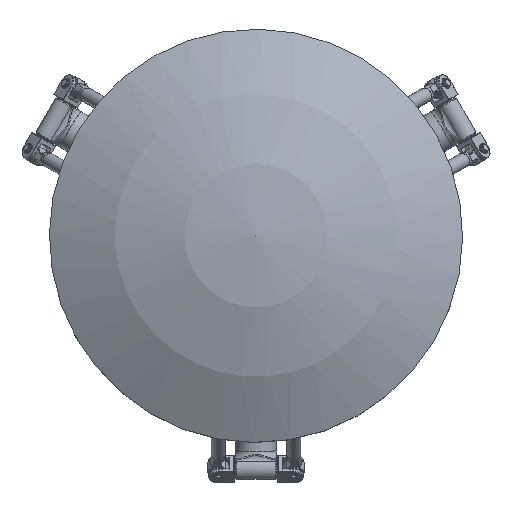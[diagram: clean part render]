
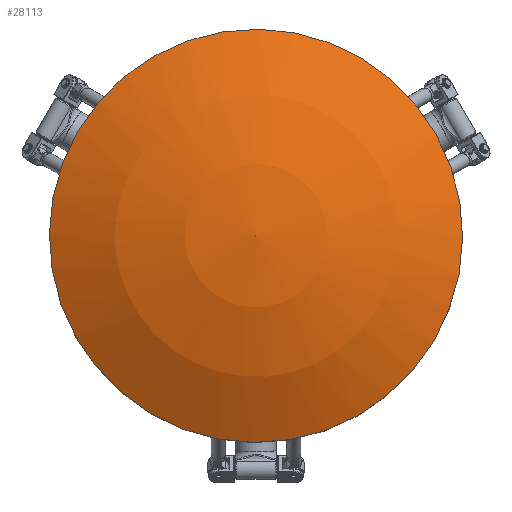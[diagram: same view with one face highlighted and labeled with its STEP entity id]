
A CAD part, top view. The second image highlights one B-rep face of the part: STEP entity #28113.
In plain terms, the highlighted spherical face has radius 410.615 mm.
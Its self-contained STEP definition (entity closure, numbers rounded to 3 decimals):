
#83=SPHERICAL_SURFACE('',#30911,410.615);
#8900=FACE_OUTER_BOUND('',#11007,.T.);
#11007=EDGE_LOOP('',(#26029));
#12087=CIRCLE('',#30912,200.);
#14657=VERTEX_POINT('',#56972);
#18447=EDGE_CURVE('',#14657,#14657,#12087,.T.);
#26029=ORIENTED_EDGE('',*,*,#18447,.F.);
#28113=ADVANCED_FACE('',(#8900),#83,.T.);
#30911=AXIS2_PLACEMENT_3D('',#56971,#38490,#38491);
#30912=AXIS2_PLACEMENT_3D('',#56973,#38492,#38493);
#38490=DIRECTION('center_axis',(0.,0.,1.));
#38491=DIRECTION('ref_axis',(1.,0.,0.));
#38492=DIRECTION('center_axis',(0.,0.,-1.));
#38493=DIRECTION('ref_axis',(-1.,0.,0.));
#56971=CARTESIAN_POINT('Origin',(0.,0.,-258.615));
#56972=CARTESIAN_POINT('',(200.,0.,100.));
#56973=CARTESIAN_POINT('Origin',(0.,0.,100.));
